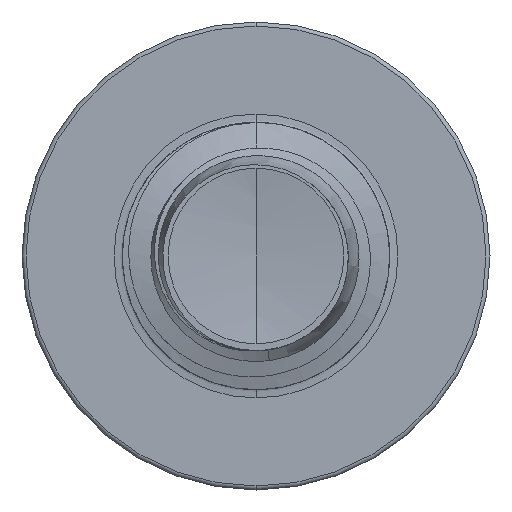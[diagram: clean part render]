
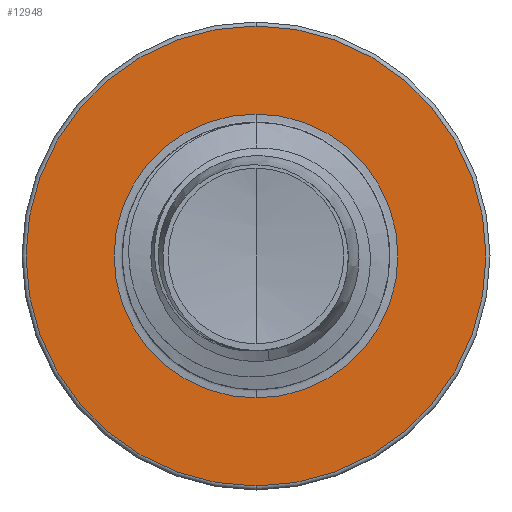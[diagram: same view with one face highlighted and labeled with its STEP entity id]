
A CAD part, front view. The second image highlights one B-rep face of the part: STEP entity #12948.
In plain terms, the highlighted planar face has unit normal (0, -1, 0).
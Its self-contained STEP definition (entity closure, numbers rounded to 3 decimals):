
#16 = CARTESIAN_POINT ( 'NONE',  ( 0., 12.5, 3.186 ) ) ;
#337 = CIRCLE ( 'NONE', #9435, 5.16 ) ;
#653 = AXIS2_PLACEMENT_3D ( 'NONE', #11564, #11652, #24695 ) ;
#1030 = ORIENTED_EDGE ( 'NONE', *, *, #6814, .F. ) ;
#1300 = DIRECTION ( 'NONE',  ( 0., 1., 0. ) ) ;
#2879 = EDGE_LOOP ( 'NONE', ( #19098, #1030 ) ) ;
#5278 = FACE_BOUND ( 'NONE', #20525, .T. ) ;
#5860 = FACE_OUTER_BOUND ( 'NONE', #2879, .T. ) ;
#6055 = DIRECTION ( 'NONE',  ( 0., 1., 0. ) ) ;
#6814 = EDGE_CURVE ( 'NONE', #8994, #21232, #16098, .T. ) ;
#7082 = CIRCLE ( 'NONE', #8977, 3.186 ) ;
#7539 = CARTESIAN_POINT ( 'NONE',  ( 0., 12.5, 0. ) ) ;
#8057 = ORIENTED_EDGE ( 'NONE', *, *, #11650, .T. ) ;
#8058 = CARTESIAN_POINT ( 'NONE',  ( 0., 12.5, -3.186 ) ) ;
#8895 = CARTESIAN_POINT ( 'NONE',  ( 0., 12.5, 5.16 ) ) ;
#8977 = AXIS2_PLACEMENT_3D ( 'NONE', #10817, #23911, #12731 ) ;
#8994 = VERTEX_POINT ( 'NONE', #17771 ) ;
#9435 = AXIS2_PLACEMENT_3D ( 'NONE', #7539, #20903, #9471 ) ;
#9471 = DIRECTION ( 'NONE',  ( 0., 0., 1. ) ) ;
#10817 = CARTESIAN_POINT ( 'NONE',  ( 0., 12.5, 0. ) ) ;
#11313 = EDGE_CURVE ( 'NONE', #21232, #8994, #337, .T. ) ;
#11564 = CARTESIAN_POINT ( 'NONE',  ( 0., 12.5, -3.186 ) ) ;
#11650 = EDGE_CURVE ( 'NONE', #18092, #18028, #23866, .T. ) ;
#11652 = DIRECTION ( 'NONE',  ( 0., 1., 0. ) ) ;
#12435 = EDGE_CURVE ( 'NONE', #18028, #18092, #7082, .T. ) ;
#12564 = ORIENTED_EDGE ( 'NONE', *, *, #12435, .T. ) ;
#12731 = DIRECTION ( 'NONE',  ( 0., 0., 1. ) ) ;
#12899 = CARTESIAN_POINT ( 'NONE',  ( 0., 12.5, 0. ) ) ;
#12948 = ADVANCED_FACE ( 'NONE', ( #5860, #5278 ), #22896, .F. ) ;
#14833 = DIRECTION ( 'NONE',  ( 0., 0., 1. ) ) ;
#15863 = AXIS2_PLACEMENT_3D ( 'NONE', #17506, #6055, #19415 ) ;
#16098 = CIRCLE ( 'NONE', #23159, 5.16 ) ;
#17506 = CARTESIAN_POINT ( 'NONE',  ( 0., 12.5, 0. ) ) ;
#17771 = CARTESIAN_POINT ( 'NONE',  ( 0., 12.5, -5.16 ) ) ;
#18028 = VERTEX_POINT ( 'NONE', #16 ) ;
#18092 = VERTEX_POINT ( 'NONE', #8058 ) ;
#19098 = ORIENTED_EDGE ( 'NONE', *, *, #11313, .F. ) ;
#19415 = DIRECTION ( 'NONE',  ( 0., 0., 1. ) ) ;
#20525 = EDGE_LOOP ( 'NONE', ( #12564, #8057 ) ) ;
#20903 = DIRECTION ( 'NONE',  ( 0., 1., 0. ) ) ;
#21232 = VERTEX_POINT ( 'NONE', #8895 ) ;
#22896 = PLANE ( 'NONE',  #653 ) ;
#23159 = AXIS2_PLACEMENT_3D ( 'NONE', #12899, #1300, #14833 ) ;
#23866 = CIRCLE ( 'NONE', #15863, 3.186 ) ;
#23911 = DIRECTION ( 'NONE',  ( 0., 1., 0. ) ) ;
#24695 = DIRECTION ( 'NONE',  ( 0., 0., 1. ) ) ;
